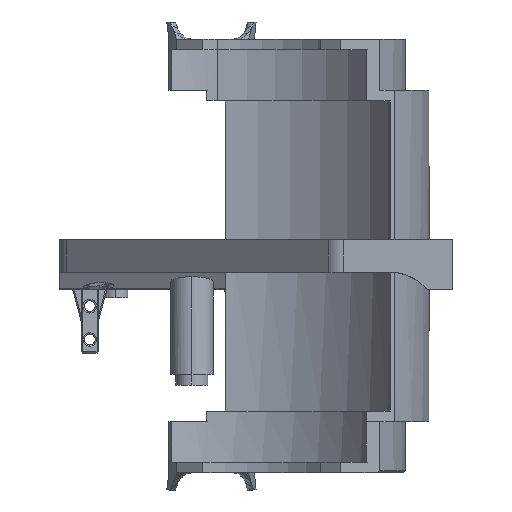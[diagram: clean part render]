
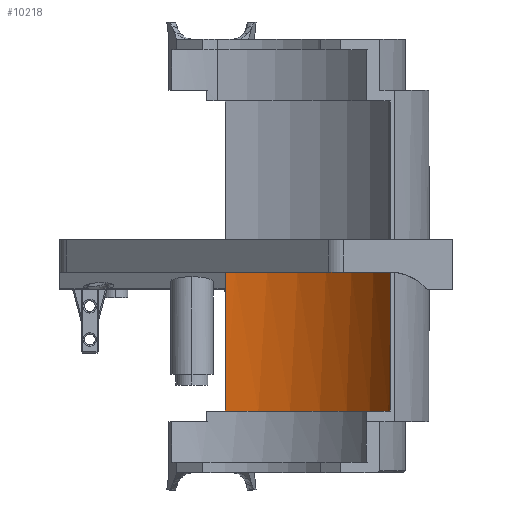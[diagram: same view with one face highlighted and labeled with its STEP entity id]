
A CAD part, left-side view. The second image highlights one B-rep face of the part: STEP entity #10218.
In plain terms, the highlighted cylindrical face has radius 46 mm (diameter 92 mm), a partial arc.
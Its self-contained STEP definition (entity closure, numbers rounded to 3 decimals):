
#62 = VERTEX_POINT ( 'NONE', #247 ) ;
#247 = CARTESIAN_POINT ( 'NONE',  ( 31.221, -4.872, -32.55 ) ) ;
#413 = VERTEX_POINT ( 'NONE', #1598 ) ;
#570 = VERTEX_POINT ( 'NONE', #9686 ) ;
#761 = LINE ( 'NONE', #2125, #15677 ) ;
#1598 = CARTESIAN_POINT ( 'NONE',  ( 99., 31.452, 0. ) ) ;
#1609 = FACE_OUTER_BOUND ( 'NONE', #13538, .T. ) ;
#1845 = DIRECTION ( 'NONE',  ( 0., 0., 1. ) ) ;
#2125 = CARTESIAN_POINT ( 'NONE',  ( 31.221, -4.872, -32.55 ) ) ;
#2192 = VERTEX_POINT ( 'NONE', #10077 ) ;
#2274 = CARTESIAN_POINT ( 'NONE',  ( 53.183, 35.547, 0. ) ) ;
#2547 = ORIENTED_EDGE ( 'NONE', *, *, #13062, .F. ) ;
#2877 = AXIS2_PLACEMENT_3D ( 'NONE', #9045, #11576, #8144 ) ;
#4065 = CYLINDRICAL_SURFACE ( 'NONE', #2877, 46. ) ;
#4548 = ORIENTED_EDGE ( 'NONE', *, *, #10164, .F. ) ;
#4776 = VERTEX_POINT ( 'NONE', #13264 ) ;
#5198 = EDGE_CURVE ( 'NONE', #62, #2192, #761, .T. ) ;
#5290 = VECTOR ( 'NONE', #13710, 1000. ) ;
#5815 = DIRECTION ( 'NONE',  ( 0., 0., 1. ) ) ;
#6248 = ORIENTED_EDGE ( 'NONE', *, *, #5198, .T. ) ;
#6997 = ORIENTED_EDGE ( 'NONE', *, *, #14294, .T. ) ;
#7898 = DIRECTION ( 'NONE',  ( 1., 0., 0. ) ) ;
#8144 = DIRECTION ( 'NONE',  ( 1., 0., 0. ) ) ;
#8404 = DIRECTION ( 'NONE',  ( 0., 0., -1. ) ) ;
#8490 = DIRECTION ( 'NONE',  ( 1., 0., 0. ) ) ;
#8640 = LINE ( 'NONE', #8874, #5290 ) ;
#8874 = CARTESIAN_POINT ( 'NONE',  ( 99.146, 33.712, -0.034 ) ) ;
#8964 = CIRCLE ( 'NONE', #14189, 46. ) ;
#9045 = CARTESIAN_POINT ( 'NONE',  ( 53.183, 35.547, -35.05 ) ) ;
#9365 = CARTESIAN_POINT ( 'NONE',  ( 53.183, 35.547, -32.55 ) ) ;
#9587 = CARTESIAN_POINT ( 'NONE',  ( 99.146, 33.712, -0.034 ) ) ;
#9686 = CARTESIAN_POINT ( 'NONE',  ( 99.146, 33.712, -0.034 ) ) ;
#10077 = CARTESIAN_POINT ( 'NONE',  ( 31.221, -4.872, 0. ) ) ;
#10164 = EDGE_CURVE ( 'NONE', #62, #4776, #15412, .T. ) ;
#10218 = ADVANCED_FACE ( 'NONE', ( #1609 ), #4065, .F. ) ;
#10461 = AXIS2_PLACEMENT_3D ( 'NONE', #9365, #1845, #7898 ) ;
#10647 = CARTESIAN_POINT ( 'NONE',  ( 99.067, 32.204, -0.016 ) ) ;
#10719 = CARTESIAN_POINT ( 'NONE',  ( 99., 31.452, 0. ) ) ;
#11576 = DIRECTION ( 'NONE',  ( 0., 0., 1. ) ) ;
#13062 = EDGE_CURVE ( 'NONE', #570, #413, #14404, .T. ) ;
#13264 = CARTESIAN_POINT ( 'NONE',  ( 99.146, 33.712, -32.55 ) ) ;
#13538 = EDGE_LOOP ( 'NONE', ( #4548, #6248, #13916, #2547, #6997 ) ) ;
#13710 = DIRECTION ( 'NONE',  ( 0., 0., -1. ) ) ;
#13916 = ORIENTED_EDGE ( 'NONE', *, *, #15106, .F. ) ;
#14189 = AXIS2_PLACEMENT_3D ( 'NONE', #2274, #8404, #8490 ) ;
#14294 = EDGE_CURVE ( 'NONE', #570, #4776, #8640, .T. ) ;
#14404 =( BOUNDED_CURVE ( )  B_SPLINE_CURVE ( 3, ( #9587, #14485, #10647, #10719 ),
 .UNSPECIFIED., .F., .T. ) 
 B_SPLINE_CURVE_WITH_KNOTS ( ( 4, 4 ),
 ( 3.181, 3.231 ),
 .UNSPECIFIED. ) 
 CURVE ( )  GEOMETRIC_REPRESENTATION_ITEM ( )  RATIONAL_B_SPLINE_CURVE ( ( 1., 1., 1., 1. ) ) 
 REPRESENTATION_ITEM ( '' )  );
#14485 = CARTESIAN_POINT ( 'NONE',  ( 99.116, 32.958, -0.027 ) ) ;
#15106 = EDGE_CURVE ( 'NONE', #413, #2192, #8964, .T. ) ;
#15412 = CIRCLE ( 'NONE', #10461, 46. ) ;
#15677 = VECTOR ( 'NONE', #5815, 1000. ) ;
